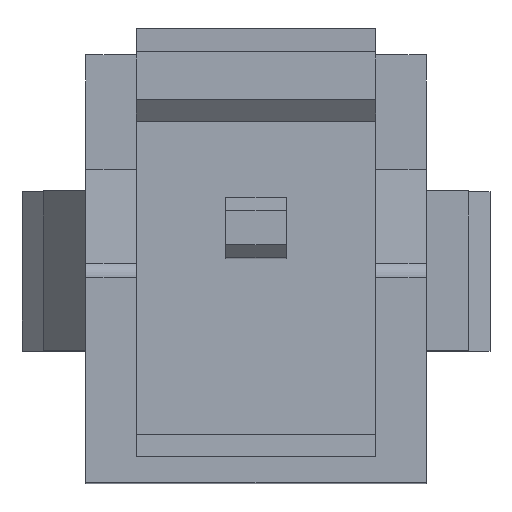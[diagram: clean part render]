
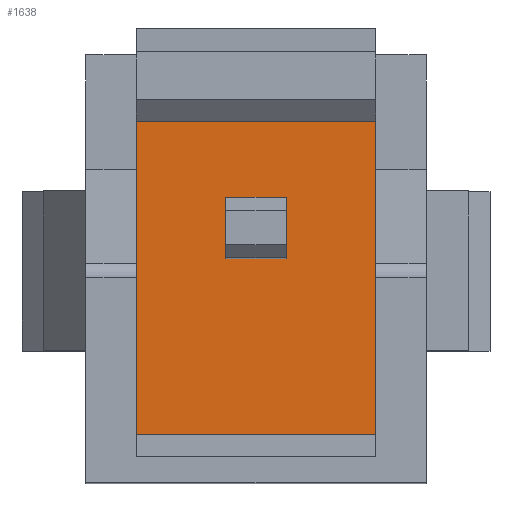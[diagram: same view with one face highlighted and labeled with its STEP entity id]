
A CAD part, top view. The second image highlights one B-rep face of the part: STEP entity #1638.
In plain terms, the highlighted planar face has unit normal (0, 0, 1).
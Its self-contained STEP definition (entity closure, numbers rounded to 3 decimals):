
#520=DIRECTION('',(0.,1.,0.));
#521=VECTOR('',#520,5.9);
#522=CARTESIAN_POINT('',(-2.25,-3.9,-9.3));
#523=LINE('',#522,#521);
#524=DIRECTION('',(1.,0.,0.));
#525=VECTOR('',#524,4.5);
#526=CARTESIAN_POINT('',(-2.25,2.,-9.3));
#527=LINE('',#526,#525);
#528=DIRECTION('',(0.,-1.,0.));
#529=VECTOR('',#528,5.9);
#530=CARTESIAN_POINT('',(2.25,2.,-9.3));
#531=LINE('',#530,#529);
#532=DIRECTION('',(-1.,0.,0.));
#533=VECTOR('',#532,4.5);
#534=CARTESIAN_POINT('',(2.25,-3.9,-9.3));
#535=LINE('',#534,#533);
#536=DIRECTION('',(0.,1.,0.));
#537=VECTOR('',#536,1.14);
#538=CARTESIAN_POINT('',(-0.57,-0.57,-9.3));
#539=LINE('',#538,#537);
#540=DIRECTION('',(1.,0.,0.));
#541=VECTOR('',#540,1.14);
#542=CARTESIAN_POINT('',(-0.57,-0.57,-9.3));
#543=LINE('',#542,#541);
#544=DIRECTION('',(0.,1.,0.));
#545=VECTOR('',#544,1.14);
#546=CARTESIAN_POINT('',(0.57,-0.57,-9.3));
#547=LINE('',#546,#545);
#548=DIRECTION('',(1.,0.,0.));
#549=VECTOR('',#548,1.14);
#550=CARTESIAN_POINT('',(-0.57,0.57,-9.3));
#551=LINE('',#550,#549);
#820=CARTESIAN_POINT('',(-2.25,-3.9,-9.3));
#821=CARTESIAN_POINT('',(-2.25,2.,-9.3));
#822=VERTEX_POINT('',#820);
#823=VERTEX_POINT('',#821);
#824=CARTESIAN_POINT('',(2.25,-3.9,-9.3));
#825=VERTEX_POINT('',#824);
#826=CARTESIAN_POINT('',(2.25,2.,-9.3));
#827=VERTEX_POINT('',#826);
#1016=CARTESIAN_POINT('',(-0.57,-0.57,-9.3));
#1017=CARTESIAN_POINT('',(-0.57,0.57,-9.3));
#1018=VERTEX_POINT('',#1016);
#1019=VERTEX_POINT('',#1017);
#1020=CARTESIAN_POINT('',(0.57,-0.57,-9.3));
#1021=CARTESIAN_POINT('',(0.57,0.57,-9.3));
#1022=VERTEX_POINT('',#1020);
#1023=VERTEX_POINT('',#1021);
#1616=CARTESIAN_POINT('',(-3.2,0.,-9.3));
#1617=DIRECTION('',(0.,0.,1.));
#1618=DIRECTION('',(1.,0.,0.));
#1619=AXIS2_PLACEMENT_3D('',#1616,#1617,#1618);
#1620=PLANE('',#1619);
#1621=ORIENTED_EDGE('',*,*,#1562,.T.);
#1623=ORIENTED_EDGE('',*,*,#1622,.T.);
#1624=ORIENTED_EDGE('',*,*,#1603,.T.);
#1625=ORIENTED_EDGE('',*,*,#1575,.T.);
#1626=EDGE_LOOP('',(#1621,#1623,#1624,#1625));
#1627=FACE_OUTER_BOUND('',#1626,.F.);
#1629=ORIENTED_EDGE('',*,*,#1628,.F.);
#1631=ORIENTED_EDGE('',*,*,#1630,.T.);
#1633=ORIENTED_EDGE('',*,*,#1632,.T.);
#1635=ORIENTED_EDGE('',*,*,#1634,.F.);
#1636=EDGE_LOOP('',(#1629,#1631,#1633,#1635));
#1637=FACE_BOUND('',#1636,.F.);
#1638=ADVANCED_FACE('',(#1627,#1637),#1620,.T.);
#1562=EDGE_CURVE('',#822,#823,#523,.T.);
#1575=EDGE_CURVE('',#825,#822,#535,.T.);
#1603=EDGE_CURVE('',#827,#825,#531,.T.);
#1622=EDGE_CURVE('',#823,#827,#527,.T.);
#1628=EDGE_CURVE('',#1018,#1019,#539,.T.);
#1630=EDGE_CURVE('',#1018,#1022,#543,.T.);
#1632=EDGE_CURVE('',#1022,#1023,#547,.T.);
#1634=EDGE_CURVE('',#1019,#1023,#551,.T.);
